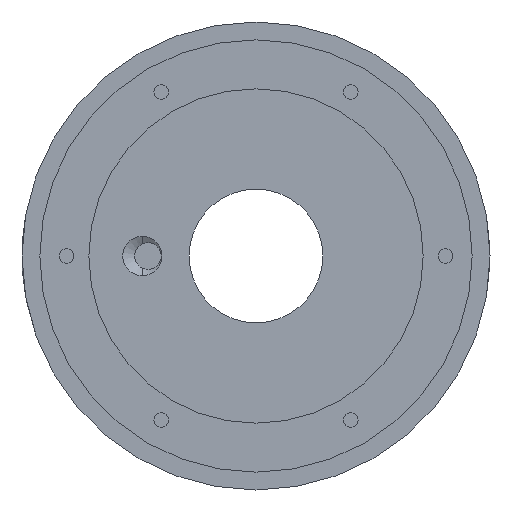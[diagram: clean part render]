
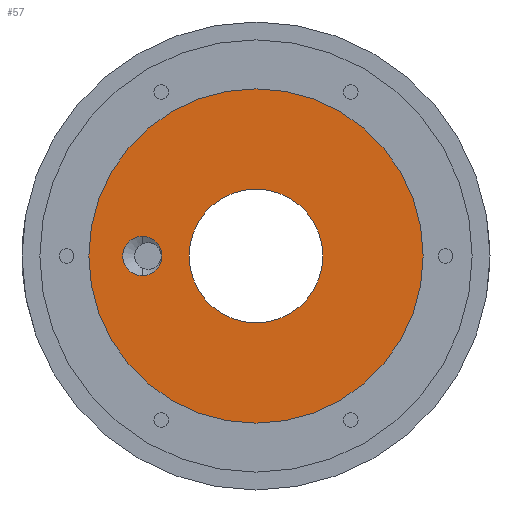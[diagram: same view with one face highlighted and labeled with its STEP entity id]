
A CAD part, left-side view. The second image highlights one B-rep face of the part: STEP entity #57.
In plain terms, the highlighted planar face has unit normal (-1, 0, 0).
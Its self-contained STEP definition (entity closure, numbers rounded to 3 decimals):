
#12 = ORIENTED_EDGE ( 'NONE', *, *, #924, .F. ) ;
#21 = AXIS2_PLACEMENT_3D ( 'NONE', #1623, #672, #1741 ) ;
#30 = FACE_BOUND ( 'NONE', #1740, .T. ) ;
#54 = ORIENTED_EDGE ( 'NONE', *, *, #815, .F. ) ;
#57 = ADVANCED_FACE ( 'NONE', ( #1170, #30, #1655 ), #1388, .F. ) ;
#87 = CIRCLE ( 'NONE', #21, 37.5 ) ;
#97 = CARTESIAN_POINT ( 'NONE',  ( 0., 25.5, 0. ) ) ;
#112 = AXIS2_PLACEMENT_3D ( 'NONE', #363, #1480, #528 ) ;
#179 = CIRCLE ( 'NONE', #1338, 15. ) ;
#260 = DIRECTION ( 'NONE',  ( 0., 0., 1. ) ) ;
#363 = CARTESIAN_POINT ( 'NONE',  ( 0., 25.5, 0. ) ) ;
#395 = CARTESIAN_POINT ( 'NONE',  ( 0., 0., 37.5 ) ) ;
#430 = DIRECTION ( 'NONE',  ( -1., 0., 0. ) ) ;
#432 = ORIENTED_EDGE ( 'NONE', *, *, #1771, .F. ) ;
#504 = EDGE_LOOP ( 'NONE', ( #54, #432 ) ) ;
#528 = DIRECTION ( 'NONE',  ( 0., 0., 1. ) ) ;
#562 = AXIS2_PLACEMENT_3D ( 'NONE', #1694, #1552, #1089 ) ;
#583 = CARTESIAN_POINT ( 'NONE',  ( 0., 25.5, 4.4 ) ) ;
#602 = CARTESIAN_POINT ( 'NONE',  ( 0., 0., -15. ) ) ;
#635 = ORIENTED_EDGE ( 'NONE', *, *, #1733, .F. ) ;
#672 = DIRECTION ( 'NONE',  ( 1., 0., 0. ) ) ;
#751 = CARTESIAN_POINT ( 'NONE',  ( 0., 25.5, -4.4 ) ) ;
#815 = EDGE_CURVE ( 'NONE', #1777, #1906, #87, .T. ) ;
#850 = AXIS2_PLACEMENT_3D ( 'NONE', #1807, #905, #1970 ) ;
#865 = EDGE_CURVE ( 'NONE', #1812, #1362, #1842, .T. ) ;
#905 = DIRECTION ( 'NONE',  ( -1., 0., 0. ) ) ;
#910 = AXIS2_PLACEMENT_3D ( 'NONE', #1816, #913, #1978 ) ;
#913 = DIRECTION ( 'NONE',  ( 1., 0., 0. ) ) ;
#924 = EDGE_CURVE ( 'NONE', #1461, #975, #179, .T. ) ;
#925 = CARTESIAN_POINT ( 'NONE',  ( 0., 0., 15. ) ) ;
#928 = CARTESIAN_POINT ( 'NONE',  ( 0., 0., -37.5 ) ) ;
#955 = CIRCLE ( 'NONE', #850, 15. ) ;
#975 = VERTEX_POINT ( 'NONE', #602 ) ;
#1016 = EDGE_CURVE ( 'NONE', #1362, #1812, #1569, .T. ) ;
#1039 = CIRCLE ( 'NONE', #910, 37.5 ) ;
#1089 = DIRECTION ( 'NONE',  ( 0., 0., -1. ) ) ;
#1170 = FACE_BOUND ( 'NONE', #1178, .T. ) ;
#1178 = EDGE_LOOP ( 'NONE', ( #1489, #1808 ) ) ;
#1220 = DIRECTION ( 'NONE',  ( -1., 0., 0. ) ) ;
#1288 = AXIS2_PLACEMENT_3D ( 'NONE', #97, #1220, #260 ) ;
#1338 = AXIS2_PLACEMENT_3D ( 'NONE', #1387, #430, #1538 ) ;
#1362 = VERTEX_POINT ( 'NONE', #583 ) ;
#1387 = CARTESIAN_POINT ( 'NONE',  ( 0., 0., 0. ) ) ;
#1388 = PLANE ( 'NONE',  #562 ) ;
#1461 = VERTEX_POINT ( 'NONE', #925 ) ;
#1480 = DIRECTION ( 'NONE',  ( -1., 0., 0. ) ) ;
#1489 = ORIENTED_EDGE ( 'NONE', *, *, #1016, .F. ) ;
#1538 = DIRECTION ( 'NONE',  ( 0., 0., 1. ) ) ;
#1552 = DIRECTION ( 'NONE',  ( 1., 0., 0. ) ) ;
#1569 = CIRCLE ( 'NONE', #112, 4.4 ) ;
#1623 = CARTESIAN_POINT ( 'NONE',  ( 0., 0., 0. ) ) ;
#1655 = FACE_OUTER_BOUND ( 'NONE', #504, .T. ) ;
#1694 = CARTESIAN_POINT ( 'NONE',  ( 0., 0., 0. ) ) ;
#1733 = EDGE_CURVE ( 'NONE', #975, #1461, #955, .T. ) ;
#1740 = EDGE_LOOP ( 'NONE', ( #12, #635 ) ) ;
#1741 = DIRECTION ( 'NONE',  ( 0., 0., -1. ) ) ;
#1771 = EDGE_CURVE ( 'NONE', #1906, #1777, #1039, .T. ) ;
#1777 = VERTEX_POINT ( 'NONE', #395 ) ;
#1807 = CARTESIAN_POINT ( 'NONE',  ( 0., 0., 0. ) ) ;
#1808 = ORIENTED_EDGE ( 'NONE', *, *, #865, .F. ) ;
#1812 = VERTEX_POINT ( 'NONE', #751 ) ;
#1816 = CARTESIAN_POINT ( 'NONE',  ( 0., 0., 0. ) ) ;
#1842 = CIRCLE ( 'NONE', #1288, 4.4 ) ;
#1906 = VERTEX_POINT ( 'NONE', #928 ) ;
#1970 = DIRECTION ( 'NONE',  ( 0., 0., 1. ) ) ;
#1978 = DIRECTION ( 'NONE',  ( 0., 0., -1. ) ) ;
